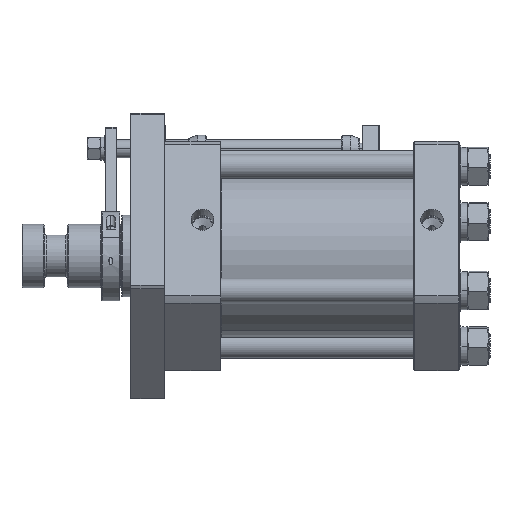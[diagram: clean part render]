
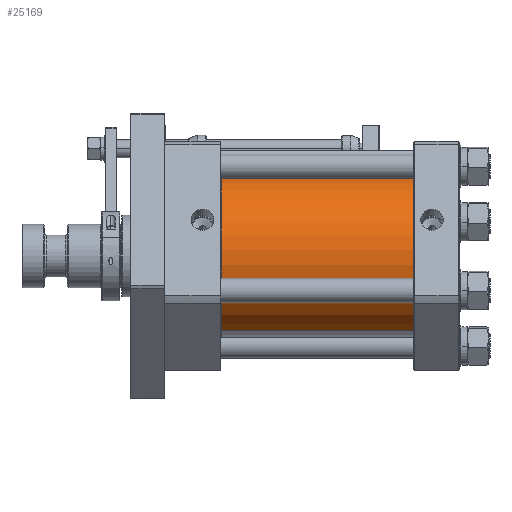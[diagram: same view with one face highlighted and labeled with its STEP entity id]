
A CAD part, left-side view. The second image highlights one B-rep face of the part: STEP entity #25169.
In plain terms, the highlighted cylindrical face has radius 90 mm (diameter 180 mm), a partial arc.
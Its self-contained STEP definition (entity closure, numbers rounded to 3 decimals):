
#519 = CARTESIAN_POINT ( 'NONE',  ( -430.632, -73.084, -90. ) ) ;
#520 = DIRECTION ( 'NONE',  ( -1., 0., 0. ) ) ;
#23896 = EDGE_LOOP ( 'NONE', ( #60816, #60817, #60815, #60818 ) ) ;
#25169 = ADVANCED_FACE ( 'NONE', ( #38401 ), #38403, .T. ) ;
#25439 = CARTESIAN_POINT ( 'NONE',  ( -419.626, -73.084, -90. ) ) ;
#25593 = CARTESIAN_POINT ( 'NONE',  ( -207.626, -73.084, -90. ) ) ;
#25601 = CARTESIAN_POINT ( 'NONE',  ( -207.626, -73.084, 90. ) ) ;
#25604 = CARTESIAN_POINT ( 'NONE',  ( -419.626, -73.084, 90. ) ) ;
#26469 = EDGE_CURVE ( 'NONE', #73655, #73820, #75840, .T. ) ;
#26472 = EDGE_CURVE ( 'NONE', #73809, #73817, #75842, .T. ) ;
#26630 = EDGE_CURVE ( 'NONE', #73817, #73820, #38449, .T. ) ;
#26939 = EDGE_CURVE ( 'NONE', #73809, #73655, #38467, .T. ) ;
#38401 = FACE_OUTER_BOUND ( 'NONE', #23896, .T. ) ;
#38403 = CYLINDRICAL_SURFACE ( 'NONE', #75811, 90. ) ;
#38449 = LINE ( 'NONE', #45814, #75869 ) ;
#38467 = LINE ( 'NONE', #519, #75922 ) ;
#44681 = CARTESIAN_POINT ( 'NONE',  ( -430.632, -73.084, 0. ) ) ;
#44683 = DIRECTION ( 'NONE',  ( -1., 0., 0. ) ) ;
#44685 = DIRECTION ( 'NONE',  ( 0., 0., 1. ) ) ;
#45135 = CARTESIAN_POINT ( 'NONE',  ( -419.626, -73.084, 0. ) ) ;
#45137 = DIRECTION ( 'NONE',  ( -1., 0., 0. ) ) ;
#45139 = DIRECTION ( 'NONE',  ( 0., 0., 1. ) ) ;
#45142 = CARTESIAN_POINT ( 'NONE',  ( -207.626, -73.084, 0. ) ) ;
#45144 = DIRECTION ( 'NONE',  ( -1., 0., 0. ) ) ;
#45146 = DIRECTION ( 'NONE',  ( 0., 0., 1. ) ) ;
#45814 = CARTESIAN_POINT ( 'NONE',  ( -430.632, -73.084, 90. ) ) ;
#45815 = DIRECTION ( 'NONE',  ( -1., 0., 0. ) ) ;
#60815 = ORIENTED_EDGE ( 'NONE', *, *, #26630, .T. ) ;
#60816 = ORIENTED_EDGE ( 'NONE', *, *, #26939, .F. ) ;
#60817 = ORIENTED_EDGE ( 'NONE', *, *, #26472, .T. ) ;
#60818 = ORIENTED_EDGE ( 'NONE', *, *, #26469, .F. ) ;
#73655 = VERTEX_POINT ( 'NONE', #25439 ) ;
#73809 = VERTEX_POINT ( 'NONE', #25593 ) ;
#73817 = VERTEX_POINT ( 'NONE', #25601 ) ;
#73820 = VERTEX_POINT ( 'NONE', #25604 ) ;
#75811 = AXIS2_PLACEMENT_3D ( 'NONE', #44681, #44683, #44685 ) ;
#75840 = CIRCLE ( 'NONE', #75841, 90. ) ;
#75841 = AXIS2_PLACEMENT_3D ( 'NONE', #45135, #45137, #45139 ) ;
#75842 = CIRCLE ( 'NONE', #75843, 90. ) ;
#75843 = AXIS2_PLACEMENT_3D ( 'NONE', #45142, #45144, #45146 ) ;
#75869 = VECTOR ( 'NONE', #45815, 1000. ) ;
#75922 = VECTOR ( 'NONE', #520, 1000. ) ;
